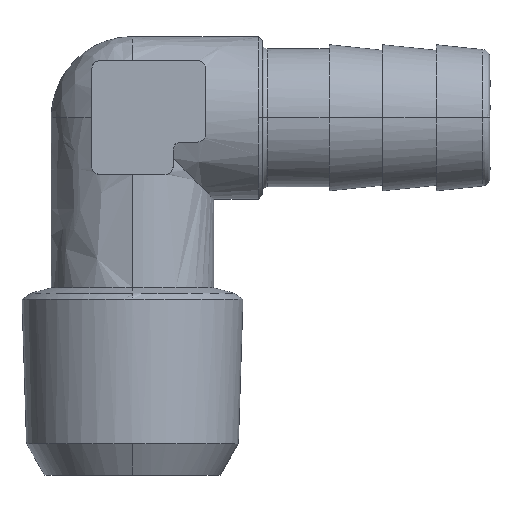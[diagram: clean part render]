
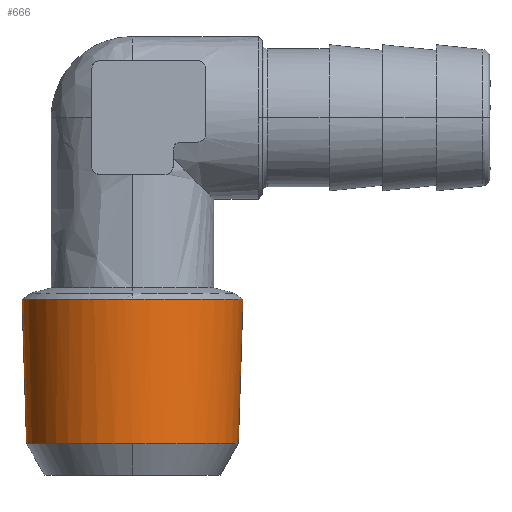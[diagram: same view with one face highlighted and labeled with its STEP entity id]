
A CAD part, top view. The second image highlights one B-rep face of the part: STEP entity #666.
In plain terms, the highlighted free-form (B-spline) face has degree [1, 3] with [2, 7] control points.
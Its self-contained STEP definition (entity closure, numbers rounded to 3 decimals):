
#2 = ORIENTED_EDGE ( 'NONE', *, *, #925, .F. ) ;
#40 = CARTESIAN_POINT ( 'NONE',  ( 6.52, 2.94, 0. ) ) ;
#164 = CARTESIAN_POINT ( 'NONE',  ( 6.798, 11.835, 0. ) ) ;
#228 = EDGE_CURVE ( 'NONE', #1832, #1159, #2547, .T. ) ;
#263 = CARTESIAN_POINT ( 'NONE',  ( 0., 2.94, 6.52 ) ) ;
#328 = CARTESIAN_POINT ( 'NONE',  ( 6.798, 11.835, 3.982 ) ) ;
#361 = CARTESIAN_POINT ( 'NONE',  ( -3.399, 11.835, 6.798 ) ) ;
#423 = ORIENTED_EDGE ( 'NONE', *, *, #661, .F. ) ;
#522 = CARTESIAN_POINT ( 'NONE',  ( 0., 11.835, 6.798 ) ) ;
#563 = CARTESIAN_POINT ( 'NONE',  ( 6.798, 11.835, 4.532 ) ) ;
#609 = EDGE_CURVE ( 'NONE', #1159, #2958, #3763, .T. ) ;
#651 = CARTESIAN_POINT ( 'NONE',  ( 0., 11.835, 6.798 ) ) ;
#661 = EDGE_CURVE ( 'NONE', #1500, #1832, #1946, .T. ) ;
#666 = ADVANCED_FACE ( 'NONE', ( #1325 ), #2934, .F. ) ;
#776 = CARTESIAN_POINT ( 'NONE',  ( -6.798, 11.835, 0. ) ) ;
#821 = CARTESIAN_POINT ( 'NONE',  ( 3.399, 11.835, 6.798 ) ) ;
#879 = CARTESIAN_POINT ( 'NONE',  ( 0., 2.94, 6.52 ) ) ;
#889 = CARTESIAN_POINT ( 'NONE',  ( -3.819, 2.94, 6.52 ) ) ;
#925 = EDGE_CURVE ( 'NONE', #3018, #1500, #931, .T. ) ;
#931 =( BOUNDED_CURVE ( )  B_SPLINE_CURVE ( 3, ( #1532, #1566, #361, #651 ),
 .UNSPECIFIED., .F., .F. ) 
 B_SPLINE_CURVE_WITH_KNOTS ( ( 4, 4 ),
 ( 0., 1.571 ),
 .UNSPECIFIED. ) 
 CURVE ( )  GEOMETRIC_REPRESENTATION_ITEM ( )  RATIONAL_B_SPLINE_CURVE ( ( 0.49, 0.49, 0.654, 0.981 ) ) 
 REPRESENTATION_ITEM ( '' )  );
#953 = CARTESIAN_POINT ( 'NONE',  ( -6.52, 2.94, 0. ) ) ;
#1159 = VERTEX_POINT ( 'NONE', #1338 ) ;
#1172 = CARTESIAN_POINT ( 'NONE',  ( 3.982, 11.835, 6.798 ) ) ;
#1304 = CARTESIAN_POINT ( 'NONE',  ( -6.52, 2.94, 3.819 ) ) ;
#1325 = FACE_OUTER_BOUND ( 'NONE', #3458, .T. ) ;
#1338 = CARTESIAN_POINT ( 'NONE',  ( 6.52, 2.94, 0. ) ) ;
#1353 = CARTESIAN_POINT ( 'NONE',  ( 6.52, 2.94, 0. ) ) ;
#1423 = EDGE_CURVE ( 'NONE', #2783, #3018, #1616, .T. ) ;
#1500 = VERTEX_POINT ( 'NONE', #522 ) ;
#1532 = CARTESIAN_POINT ( 'NONE',  ( -6.798, 11.835, 0. ) ) ;
#1534 = ORIENTED_EDGE ( 'NONE', *, *, #609, .F. ) ;
#1566 = CARTESIAN_POINT ( 'NONE',  ( -6.798, 11.835, 4.532 ) ) ;
#1589 =( BOUNDED_CURVE ( )  B_SPLINE_CURVE ( 3, ( #2768, #3068, #1304, #3371 ),
 .UNSPECIFIED., .F., .T. ) 
 B_SPLINE_CURVE_WITH_KNOTS ( ( 4, 4 ),
 ( -1.571, 0. ),
 .UNSPECIFIED. ) 
 CURVE ( )  GEOMETRIC_REPRESENTATION_ITEM ( )  RATIONAL_B_SPLINE_CURVE ( ( 1., 0.805, 0.805, 1. ) ) 
 REPRESENTATION_ITEM ( '' )  );
#1616 = B_SPLINE_CURVE_WITH_KNOTS ( 'NONE', 1,
 ( #953, #1819 ),
 .UNSPECIFIED., .F., .F.,
 ( 2, 2 ),
 ( -1., 0. ),
 .UNSPECIFIED. ) ;
#1740 = CARTESIAN_POINT ( 'NONE',  ( -6.52, 2.94, 0. ) ) ;
#1760 = CARTESIAN_POINT ( 'NONE',  ( 6.798, 11.835, 0. ) ) ;
#1782 = CARTESIAN_POINT ( 'NONE',  ( -3.982, 11.835, 6.798 ) ) ;
#1819 = CARTESIAN_POINT ( 'NONE',  ( -6.798, 11.835, 0. ) ) ;
#1832 = VERTEX_POINT ( 'NONE', #3759 ) ;
#1854 = CARTESIAN_POINT ( 'NONE',  ( -6.52, 2.94, 0. ) ) ;
#1946 =( BOUNDED_CURVE ( )  B_SPLINE_CURVE ( 3, ( #3198, #821, #563, #2042 ),
 .UNSPECIFIED., .F., .T. ) 
 B_SPLINE_CURVE_WITH_KNOTS ( ( 4, 4 ),
 ( 0., 1.571 ),
 .UNSPECIFIED. ) 
 CURVE ( )  GEOMETRIC_REPRESENTATION_ITEM ( )  RATIONAL_B_SPLINE_CURVE ( ( 0.981, 0.654, 0.49, 0.49 ) ) 
 REPRESENTATION_ITEM ( '' )  );
#2042 = CARTESIAN_POINT ( 'NONE',  ( 6.798, 11.835, 0. ) ) ;
#2052 = CARTESIAN_POINT ( 'NONE',  ( -6.798, 11.835, 0. ) ) ;
#2289 = ORIENTED_EDGE ( 'NONE', *, *, #1423, .F. ) ;
#2347 = ORIENTED_EDGE ( 'NONE', *, *, #2579, .F. ) ;
#2377 = CARTESIAN_POINT ( 'NONE',  ( -6.52, 2.94, 3.819 ) ) ;
#2547 = B_SPLINE_CURVE_WITH_KNOTS ( 'NONE', 1,
 ( #164, #1353 ),
 .UNSPECIFIED., .F., .F.,
 ( 2, 2 ),
 ( -1., 0. ),
 .UNSPECIFIED. ) ;
#2565 = CARTESIAN_POINT ( 'NONE',  ( 0., 2.94, 6.52 ) ) ;
#2579 = EDGE_CURVE ( 'NONE', #2958, #2783, #1589, .T. ) ;
#2632 = CARTESIAN_POINT ( 'NONE',  ( 3.819, 2.94, 6.52 ) ) ;
#2768 = CARTESIAN_POINT ( 'NONE',  ( 0., 2.94, 6.52 ) ) ;
#2783 = VERTEX_POINT ( 'NONE', #1854 ) ;
#2934 =( BOUNDED_SURFACE ( )  B_SPLINE_SURFACE ( 1, 3, ( 
 ( #1740, #2377, #889, #879, #2632, #3255, #40 ),
 ( #2052, #2967, #1782, #2942, #1172, #328, #1760 ) ),
 .UNSPECIFIED., .F., .F., .T. ) 
 B_SPLINE_SURFACE_WITH_KNOTS ( ( 2, 2 ),
 ( 4, 3, 4 ),
 ( 0., 1. ),
 ( 0., 0.5, 1. ),
 .UNSPECIFIED. ) 
 GEOMETRIC_REPRESENTATION_ITEM ( )  RATIONAL_B_SPLINE_SURFACE ( (
 ( 1., 0.805, 0.805, 1., 0.805, 0.805, 1.),
 ( 1., 0.805, 0.805, 1., 0.805, 0.805, 1.) ) ) 
 REPRESENTATION_ITEM ( '' )  SURFACE ( )  );
#2942 = CARTESIAN_POINT ( 'NONE',  ( 0., 11.835, 6.798 ) ) ;
#2958 = VERTEX_POINT ( 'NONE', #2565 ) ;
#2967 = CARTESIAN_POINT ( 'NONE',  ( -6.798, 11.835, 3.982 ) ) ;
#3018 = VERTEX_POINT ( 'NONE', #776 ) ;
#3068 = CARTESIAN_POINT ( 'NONE',  ( -3.819, 2.94, 6.52 ) ) ;
#3198 = CARTESIAN_POINT ( 'NONE',  ( 0., 11.835, 6.798 ) ) ;
#3255 = CARTESIAN_POINT ( 'NONE',  ( 6.52, 2.94, 3.819 ) ) ;
#3319 = ORIENTED_EDGE ( 'NONE', *, *, #228, .F. ) ;
#3332 = CARTESIAN_POINT ( 'NONE',  ( 6.52, 2.94, 0. ) ) ;
#3346 = CARTESIAN_POINT ( 'NONE',  ( 6.52, 2.94, 3.819 ) ) ;
#3371 = CARTESIAN_POINT ( 'NONE',  ( -6.52, 2.94, 0. ) ) ;
#3458 = EDGE_LOOP ( 'NONE', ( #1534, #3319, #423, #2, #2289, #2347 ) ) ;
#3730 = CARTESIAN_POINT ( 'NONE',  ( 3.819, 2.94, 6.52 ) ) ;
#3759 = CARTESIAN_POINT ( 'NONE',  ( 6.798, 11.835, 0. ) ) ;
#3763 =( BOUNDED_CURVE ( )  B_SPLINE_CURVE ( 3, ( #3332, #3346, #3730, #263 ),
 .UNSPECIFIED., .F., .T. ) 
 B_SPLINE_CURVE_WITH_KNOTS ( ( 4, 4 ),
 ( -1.571, 0. ),
 .UNSPECIFIED. ) 
 CURVE ( )  GEOMETRIC_REPRESENTATION_ITEM ( )  RATIONAL_B_SPLINE_CURVE ( ( 1., 0.805, 0.805, 1. ) ) 
 REPRESENTATION_ITEM ( '' )  );
